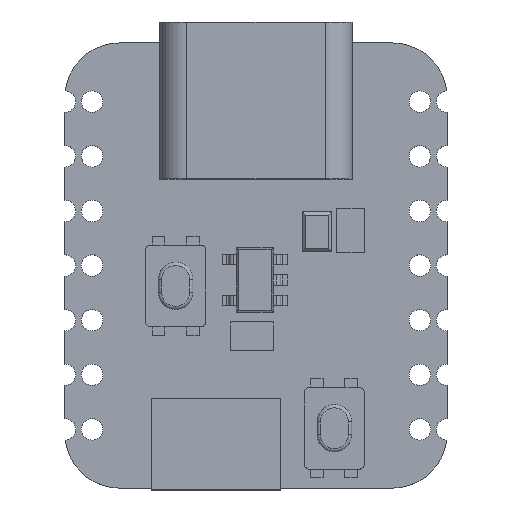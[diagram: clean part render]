
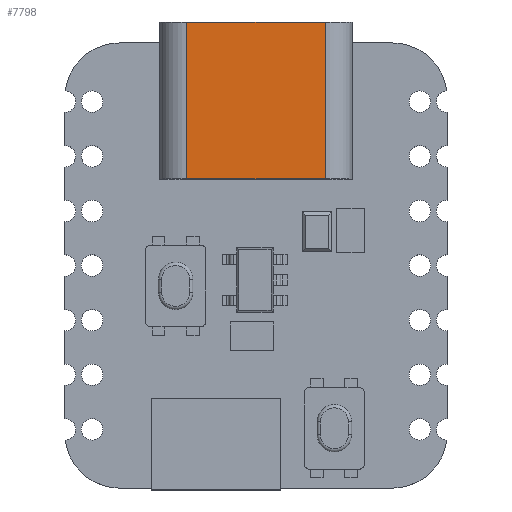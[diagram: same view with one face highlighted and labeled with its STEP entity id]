
A CAD part, top view. The second image highlights one B-rep face of the part: STEP entity #7798.
In plain terms, the highlighted planar face has unit normal (0, 0, 1).
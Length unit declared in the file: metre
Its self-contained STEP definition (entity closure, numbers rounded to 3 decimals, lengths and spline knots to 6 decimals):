
#104=B_SPLINE_CURVE_WITH_KNOTS('',3,(#13474,#13475,#13476,#13477),
 .UNSPECIFIED.,.F.,.F.,(4,4),(0.,1.),.UNSPECIFIED.);
#1496=ORIENTED_EDGE('',*,*,#3312,.F.);
#1497=ORIENTED_EDGE('',*,*,#3313,.T.);
#1498=ORIENTED_EDGE('',*,*,#3310,.T.);
#1499=ORIENTED_EDGE('',*,*,#3083,.F.);
#3083=EDGE_CURVE('',#4162,#4163,#104,.T.);
#3310=EDGE_CURVE('',#4277,#4163,#4971,.T.);
#3312=EDGE_CURVE('',#4278,#4162,#4972,.T.);
#3313=EDGE_CURVE('',#4278,#4277,#4973,.T.);
#4162=VERTEX_POINT('',#13473);
#4163=VERTEX_POINT('',#13478);
#4277=VERTEX_POINT('',#13955);
#4278=VERTEX_POINT('',#13959);
#4971=LINE('',#13956,#5855);
#4972=LINE('',#13960,#5856);
#4973=LINE('',#13962,#5857);
#5855=VECTOR('',#11727,1.);
#5856=VECTOR('',#11732,1.);
#5857=VECTOR('',#11735,1.);
#6574=EDGE_LOOP('',(#1496,#1497,#1498,#1499));
#7067=FACE_BOUND('',#6574,.T.);
#7438=PLANE('',#10521);
#7798=ADVANCED_FACE('',(#7067),#7438,.T.);
#10521=AXIS2_PLACEMENT_3D('',#13961,#11733,#11734);
#11727=DIRECTION('',(0.,1.,0.));
#11732=DIRECTION('',(0.,1.,0.));
#11733=DIRECTION('',(0.,0.,1.));
#11734=DIRECTION('',(0.,-1.,0.));
#11735=DIRECTION('',(1.,0.,0.));
#13473=CARTESIAN_POINT('',(0.00567,0.02167,0.00477));
#13474=CARTESIAN_POINT('',(0.00567,0.02167,0.00477));
#13475=CARTESIAN_POINT('',(0.007817,0.02167,0.00477));
#13476=CARTESIAN_POINT('',(0.009963,0.02167,0.00477));
#13477=CARTESIAN_POINT('',(0.01211,0.02167,0.00477));
#13478=CARTESIAN_POINT('',(0.01211,0.02167,0.00477));
#13955=CARTESIAN_POINT('',(0.01211,0.01437,0.00477));
#13956=CARTESIAN_POINT('',(0.01211,0.014368,0.00477));
#13959=CARTESIAN_POINT('',(0.00567,0.01437,0.00477));
#13960=CARTESIAN_POINT('',(0.00567,0.014368,0.00477));
#13961=CARTESIAN_POINT('',(0.00889,0.014368,0.00477));
#13962=CARTESIAN_POINT('',(0.00889,0.01437,0.00477));
